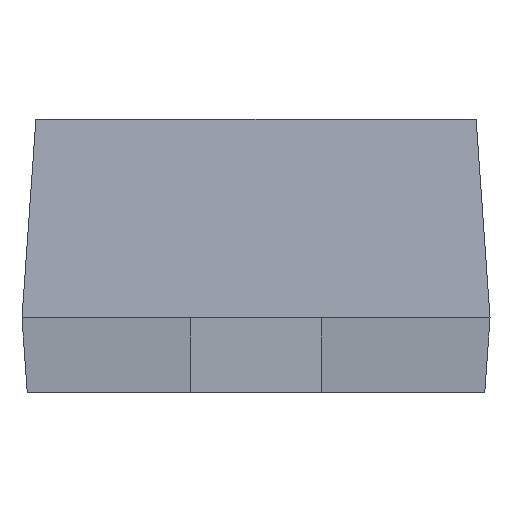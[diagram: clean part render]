
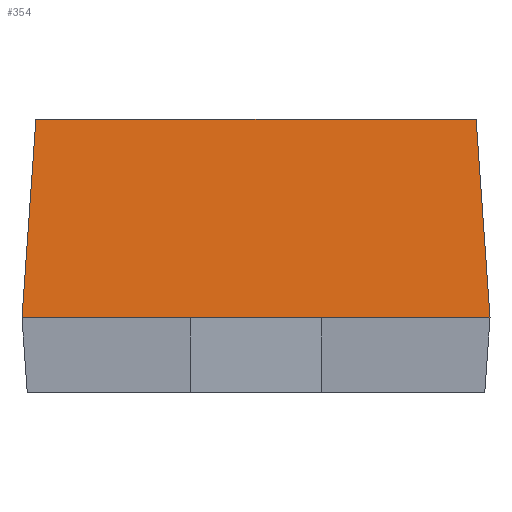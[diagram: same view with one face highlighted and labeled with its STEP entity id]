
A CAD part, left-side view. The second image highlights one B-rep face of the part: STEP entity #354.
In plain terms, the highlighted free-form (B-spline) face has degree [1, 1] with [2, 2] control points.
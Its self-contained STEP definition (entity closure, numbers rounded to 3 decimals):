
#184=VECTOR('',#185,1.);
#185=DIRECTION('',(0.,-1.,0.));
#214=VERTEX_POINT('',#215);
#215=CARTESIAN_POINT('',(-0.85,-0.625,0.2));
#228=VERTEX_POINT('',#229);
#229=CARTESIAN_POINT('',(-0.813,-0.588,0.73));
#232=EDGE_CURVE('',#214,#228,#233,.T.);
#233=B_SPLINE_CURVE_WITH_KNOTS('',1,(#215,#229),.UNSPECIFIED.,.F.,.F.,(2,2),(0.,1.),.PIECEWISE_BEZIER_KNOTS.);
#238=ORIENTED_EDGE('',*,*,#239,.F.);
#239=EDGE_CURVE('',#240,#228,#242,.T.);
#240=VERTEX_POINT('',#241);
#241=CARTESIAN_POINT('',(-0.813,0.588,0.73));
#242=LINE('',#241,#184);
#280=VERTEX_POINT('',#281);
#281=CARTESIAN_POINT('',(-0.85,0.625,0.2));
#284=EDGE_CURVE('',#280,#240,#285,.T.);
#285=B_SPLINE_CURVE_WITH_KNOTS('',1,(#281,#241),.UNSPECIFIED.,.F.,.F.,(2,2),(0.,1.),.PIECEWISE_BEZIER_KNOTS.);
#303=VERTEX_POINT('',#304);
#304=CARTESIAN_POINT('',(-0.85,-0.175,0.2));
#314=EDGE_CURVE('',#303,#214,#315,.T.);
#315=LINE('',#281,#184);
#344=VERTEX_POINT('',#345);
#345=CARTESIAN_POINT('',(-0.85,0.175,0.2));
#353=EDGE_CURVE('',#280,#344,#315,.T.);
#354=ADVANCED_FACE('',(#355),#363,.T.);
#355=FACE_BOUND('',#356,.T.);
#356=EDGE_LOOP('',(#357,#358,#360,#361,#238,#362));
#357=ORIENTED_EDGE('',*,*,#353,.T.);
#358=ORIENTED_EDGE('',*,*,#359,.T.);
#359=EDGE_CURVE('',#344,#303,#315,.T.);
#360=ORIENTED_EDGE('',*,*,#314,.T.);
#361=ORIENTED_EDGE('',*,*,#232,.T.);
#362=ORIENTED_EDGE('',*,*,#284,.F.);
#363=B_SPLINE_SURFACE_WITH_KNOTS('',1,1,((#281,#241),(#215,#229)),.UNSPECIFIED.,.F.,.F.,.F.,(2,2),(2,2),(0.,1.25),(0.,1.),.PIECEWISE_BEZIER_KNOTS.);
